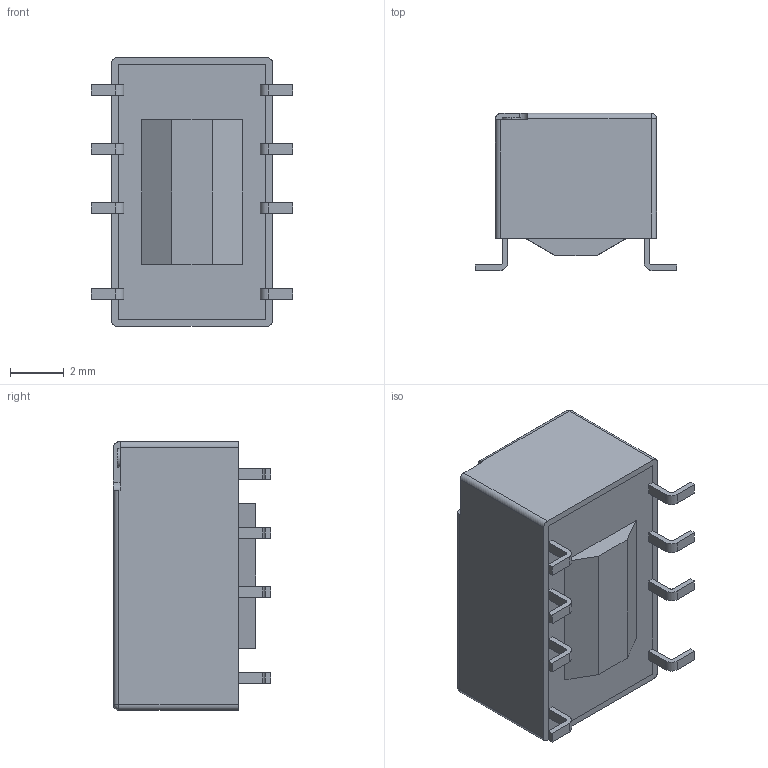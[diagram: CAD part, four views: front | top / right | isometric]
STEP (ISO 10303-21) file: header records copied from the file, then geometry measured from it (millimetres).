
FILE_DESCRIPTION (( 'STEP AP214' ), '1' );
FILE_NAME ('IM06GR.STEP', '2024-01-05T02:09:31', ( '' ), ( '' ), 'SwSTEP 2.0', 'SolidWorks 2021', '' );
FILE_SCHEMA (( 'AUTOMOTIVE_DESIGN' ));
Length unit declared in the file: millimetre
Products named in the file (1): IM06GR
Bounding box: 7.5 x 5.85 x 10 mm (x, y, z)
Volume: 288.7 mm3; surface area: 405.3 mm2
Topology: 10 solids, 10 shells, 120 faces, 285 edges, 185 vertices
Faces by surface type: plane 90, cylinder 27, sphere 3
Entity records: 3523 total; most frequent: CARTESIAN_POINT 588, DIRECTION 578, ORIENTED_EDGE 564, EDGE_CURVE 282, LINE 228, VECTOR 228, VERTEX_POINT 185, AXIS2_PLACEMENT_3D 175
